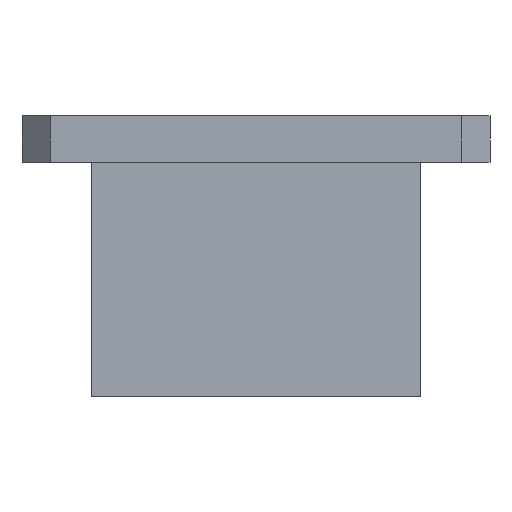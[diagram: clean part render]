
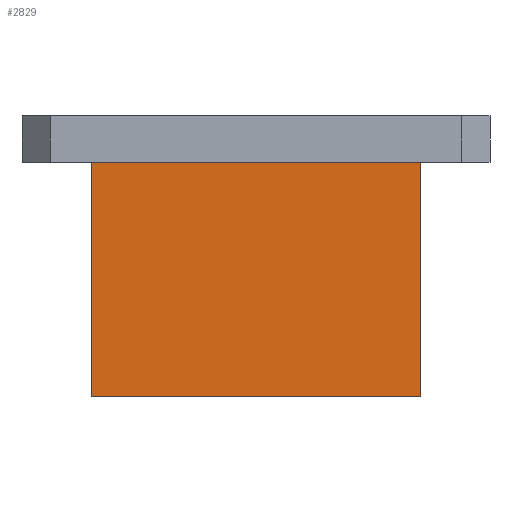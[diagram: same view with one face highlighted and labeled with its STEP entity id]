
A CAD part, front view. The second image highlights one B-rep face of the part: STEP entity #2829.
In plain terms, the highlighted planar face has unit normal (0, -1, 0).
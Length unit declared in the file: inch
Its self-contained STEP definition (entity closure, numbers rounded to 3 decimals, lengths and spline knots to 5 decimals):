
#154 = VERTEX_POINT ( 'NONE', #4706 ) ;
#189 = VECTOR ( 'NONE', #5223, 39.37008 ) ;
#299 = CARTESIAN_POINT ( 'NONE',  ( 3.07527, -0.52, -1.5 ) ) ;
#336 = FACE_OUTER_BOUND ( 'NONE', #3145, .T. ) ;
#864 = CARTESIAN_POINT ( 'NONE',  ( 0., -0.52, -0.25 ) ) ;
#1061 = CARTESIAN_POINT ( 'NONE',  ( 3.07527, -0.52, 0. ) ) ;
#1086 = VERTEX_POINT ( 'NONE', #3765 ) ;
#1155 = DIRECTION ( 'NONE',  ( 0., 0., -1. ) ) ;
#1188 = DIRECTION ( 'NONE',  ( -1., 0., 0. ) ) ;
#1583 = DIRECTION ( 'NONE',  ( 0., 1., 0. ) ) ;
#1696 = VECTOR ( 'NONE', #2126, 39.37008 ) ;
#1959 = ORIENTED_EDGE ( 'NONE', *, *, #3875, .F. ) ;
#2126 = DIRECTION ( 'NONE',  ( 1., 0., 0. ) ) ;
#2275 = LINE ( 'NONE', #3517, #189 ) ;
#2419 = DIRECTION ( 'NONE',  ( 0., 0., -1. ) ) ;
#2485 = ORIENTED_EDGE ( 'NONE', *, *, #3005, .F. ) ;
#2634 = ORIENTED_EDGE ( 'NONE', *, *, #3003, .T. ) ;
#2715 = CARTESIAN_POINT ( 'NONE',  ( -0.88, -0.52, -0.25 ) ) ;
#2829 = ADVANCED_FACE ( 'NONE', ( #336 ), #5331, .F. ) ;
#3003 = EDGE_CURVE ( 'NONE', #4481, #4277, #4965, .T. ) ;
#3005 = EDGE_CURVE ( 'NONE', #154, #4277, #5429, .T. ) ;
#3037 = CARTESIAN_POINT ( 'NONE',  ( -0.88, -0.52, -1.5 ) ) ;
#3145 = EDGE_LOOP ( 'NONE', ( #3182, #2634, #2485, #1959 ) ) ;
#3182 = ORIENTED_EDGE ( 'NONE', *, *, #5236, .F. ) ;
#3517 = CARTESIAN_POINT ( 'NONE',  ( 0.88, -0.52, 0. ) ) ;
#3765 = CARTESIAN_POINT ( 'NONE',  ( 0.88, -0.52, -0.25 ) ) ;
#3801 = VECTOR ( 'NONE', #1188, 39.37008 ) ;
#3875 = EDGE_CURVE ( 'NONE', #1086, #154, #2275, .T. ) ;
#4075 = AXIS2_PLACEMENT_3D ( 'NONE', #1061, #1583, #2419 ) ;
#4117 = CARTESIAN_POINT ( 'NONE',  ( -0.88, -0.52, 0. ) ) ;
#4277 = VERTEX_POINT ( 'NONE', #3037 ) ;
#4481 = VERTEX_POINT ( 'NONE', #2715 ) ;
#4693 = LINE ( 'NONE', #864, #1696 ) ;
#4706 = CARTESIAN_POINT ( 'NONE',  ( 0.88, -0.52, -1.5 ) ) ;
#4798 = VECTOR ( 'NONE', #1155, 39.37008 ) ;
#4965 = LINE ( 'NONE', #4117, #4798 ) ;
#5223 = DIRECTION ( 'NONE',  ( 0., 0., -1. ) ) ;
#5236 = EDGE_CURVE ( 'NONE', #4481, #1086, #4693, .T. ) ;
#5331 = PLANE ( 'NONE',  #4075 ) ;
#5429 = LINE ( 'NONE', #299, #3801 ) ;
